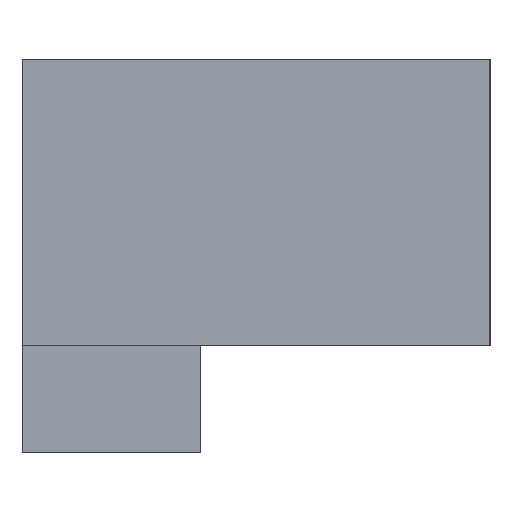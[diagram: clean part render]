
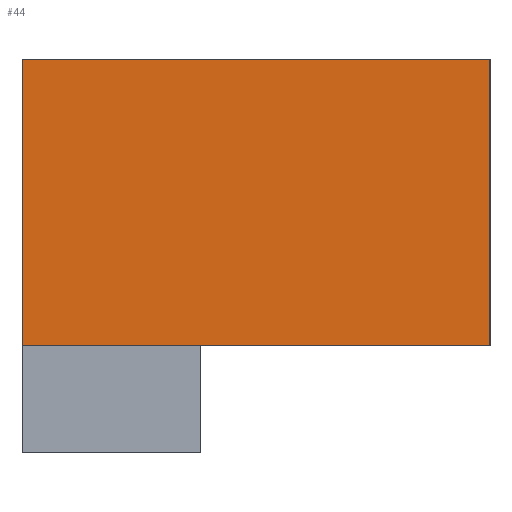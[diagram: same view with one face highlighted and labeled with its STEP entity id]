
A CAD part, left-side view. The second image highlights one B-rep face of the part: STEP entity #44.
In plain terms, the highlighted planar face has unit normal (-1, 0, 0).
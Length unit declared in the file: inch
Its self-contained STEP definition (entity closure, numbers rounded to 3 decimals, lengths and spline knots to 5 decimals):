
#35 = VERTEX_POINT ( 'NONE', #336 ) ;
#44 = ADVANCED_FACE ( 'NONE', ( #411 ), #256, .T. ) ;
#94 = VECTOR ( 'NONE', #372, 39.37008 ) ;
#102 = CARTESIAN_POINT ( 'NONE',  ( 0., -0.202, 0. ) ) ;
#106 = ORIENTED_EDGE ( 'NONE', *, *, #227, .F. ) ;
#119 = DIRECTION ( 'NONE',  ( 0., -1., 0. ) ) ;
#165 = CARTESIAN_POINT ( 'NONE',  ( 0., 0.125, 0. ) ) ;
#168 = LINE ( 'NONE', #451, #398 ) ;
#193 = VERTEX_POINT ( 'NONE', #511 ) ;
#216 = DIRECTION ( 'NONE',  ( 0., 0., -1. ) ) ;
#223 = VECTOR ( 'NONE', #216, 39.37008 ) ;
#225 = EDGE_LOOP ( 'NONE', ( #351, #106, #539, #298 ) ) ;
#227 = EDGE_CURVE ( 'NONE', #309, #406, #376, .T. ) ;
#256 = PLANE ( 'NONE',  #535 ) ;
#298 = ORIENTED_EDGE ( 'NONE', *, *, #335, .T. ) ;
#305 = DIRECTION ( 'NONE',  ( 0., -1., 0. ) ) ;
#309 = VERTEX_POINT ( 'NONE', #102 ) ;
#323 = CARTESIAN_POINT ( 'NONE',  ( 0., 0.125, 0. ) ) ;
#335 = EDGE_CURVE ( 'NONE', #35, #193, #492, .T. ) ;
#336 = CARTESIAN_POINT ( 'NONE',  ( 0., 0.125, 0. ) ) ;
#351 = ORIENTED_EDGE ( 'NONE', *, *, #367, .T. ) ;
#367 = EDGE_CURVE ( 'NONE', #193, #406, #168, .T. ) ;
#372 = DIRECTION ( 'NONE',  ( 0., 0., -1. ) ) ;
#376 = LINE ( 'NONE', #386, #223 ) ;
#386 = CARTESIAN_POINT ( 'NONE',  ( 0., -0.202, -0.2 ) ) ;
#398 = VECTOR ( 'NONE', #119, 39.37008 ) ;
#406 = VERTEX_POINT ( 'NONE', #444 ) ;
#410 = VECTOR ( 'NONE', #305, 39.37008 ) ;
#411 = FACE_OUTER_BOUND ( 'NONE', #225, .T. ) ;
#415 = DIRECTION ( 'NONE',  ( -1., 0., 0. ) ) ;
#444 = CARTESIAN_POINT ( 'NONE',  ( 0., -0.202, -0.2 ) ) ;
#451 = CARTESIAN_POINT ( 'NONE',  ( 0., 0.125, -0.2 ) ) ;
#463 = CARTESIAN_POINT ( 'NONE',  ( 0., 0.125, 0. ) ) ;
#490 = EDGE_CURVE ( 'NONE', #35, #309, #549, .T. ) ;
#492 = LINE ( 'NONE', #323, #94 ) ;
#496 = DIRECTION ( 'NONE',  ( 0., 0., 1. ) ) ;
#511 = CARTESIAN_POINT ( 'NONE',  ( 0., 0.125, -0.2 ) ) ;
#535 = AXIS2_PLACEMENT_3D ( 'NONE', #165, #415, #496 ) ;
#539 = ORIENTED_EDGE ( 'NONE', *, *, #490, .F. ) ;
#549 = LINE ( 'NONE', #463, #410 ) ;
